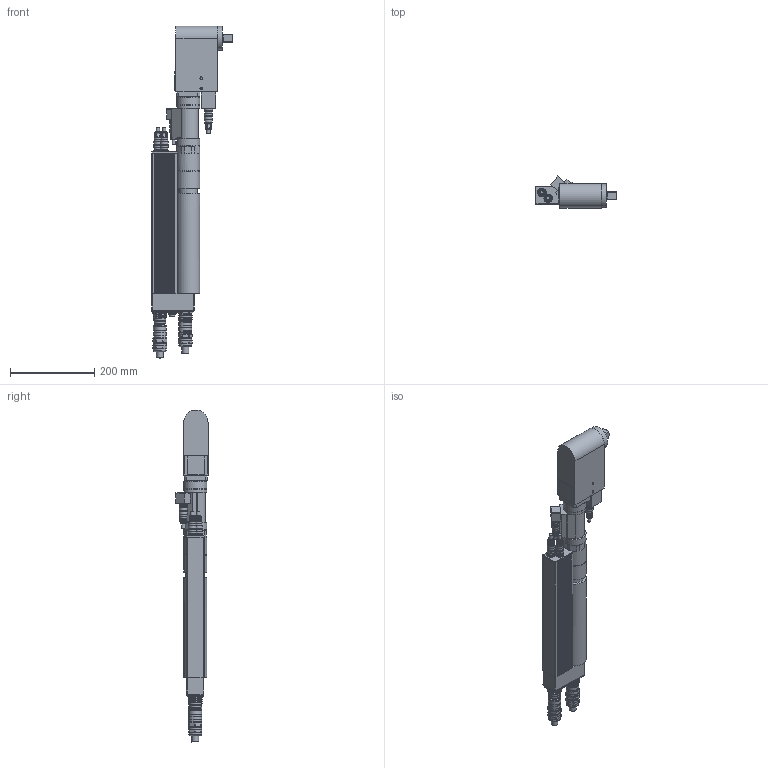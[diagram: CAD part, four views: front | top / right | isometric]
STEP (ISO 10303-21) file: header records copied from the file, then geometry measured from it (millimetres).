
FILE_DESCRIPTION((''),'2;1');
FILE_NAME('947538A3.stp','2011-03-25T14:19:27',('e4c32'),(''),'Autodesk Inventor 11','Autodesk Inventor 11','');
FILE_SCHEMA(('AUTOMOTIVE_DESIGN { 1 0 10303 214 1 1 1 1 }'));
Length unit declared in the file: millimetre
Products named in the file (7): 947538A3_IAM_001; 2WK3B_IPT_001; 2KXB_IPT_001; 2BTS-2BXA_IPT_001.ipt_Motor und Getriebe; 961089-002_IPT_002.ipt_Stecker gerade; 961104-005_IPT_002.ipt_Stecker gerade; 961104-005_IPT_001.ipt_Stecker gerade
Assembly tree (9 placements, depth 2):
  947538A3_IAM_001
    2WK3B_IPT_001
    2KXB_IPT_001
    2BTS-2BXA_IPT_001.ipt_Motor und Getriebe
    961089-002_IPT_002.ipt_Stecker gerade  x4
    961104-005_IPT_002.ipt_Stecker gerade
    961104-005_IPT_001.ipt_Stecker gerade
Bounding box: 192.17 x 76.32 x 788.4 mm (x, y, z)
Volume: 3306205.5 mm3; surface area: 320540.7 mm2
Topology: 9 solids, 9 shells, 1076 faces, 2565 edges, 1607 vertices
Faces by surface type: plane 759, cylinder 236, cone 47, torus 22, bspline 12
Full cylindrical faces by diameter (mm): 5.5 x4, 6.647 x2, 8 x4, 12 x1, 13 x1, 13.4 x4, 13.5 x1, 14 x20, 14.2 x4, 15.5 x1, 16 x14, 16.5 x2, 17.5 x1, 17.587 x8, 18 x8, 18.7 x8, 20 x6, 22.5 x2, 24 x1, 25 x1, 25.2 x1, 25.5 x1, 26.4 x1, 27.047 x1, 28 x2, 28.5 x1, 29 x1, 29.4 x3, 29.5 x2, 29.8 x4
Entity records: 27289 total; most frequent: CARTESIAN_POINT 5506, ORIENTED_EDGE 4422, DIRECTION 4331, EDGE_CURVE 2211, VECTOR 1499, LINE 1499, VERTEX_POINT 1467, AXIS2_PLACEMENT_3D 1416
